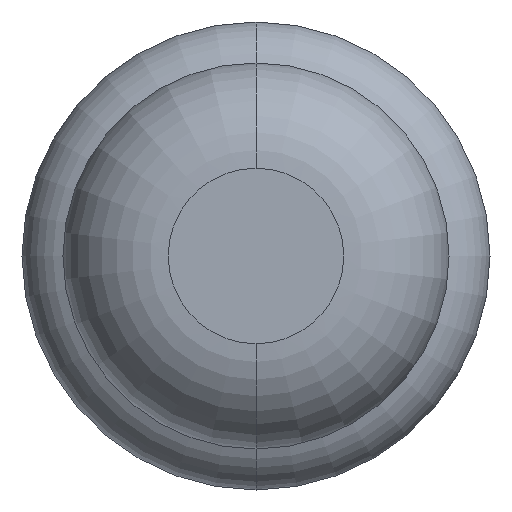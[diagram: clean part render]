
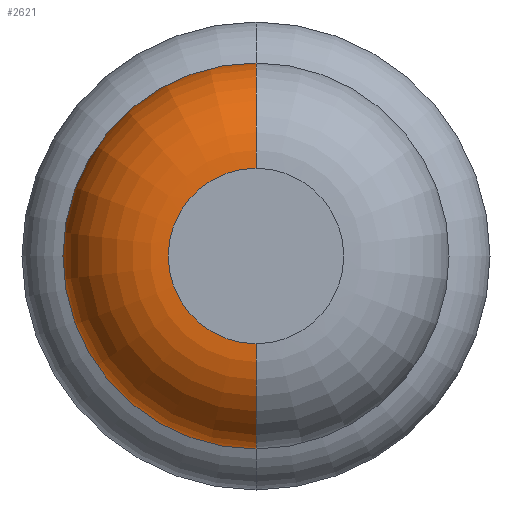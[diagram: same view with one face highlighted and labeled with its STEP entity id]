
A CAD part, front view. The second image highlights one B-rep face of the part: STEP entity #2621.
In plain terms, the highlighted toroidal (fillet/blend) face has major radius 0.375 mm and minor radius 0.45 mm.
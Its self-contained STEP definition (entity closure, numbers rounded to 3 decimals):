
#119 = DIRECTION ( 'NONE',  ( 1., 0., 0. ) ) ;
#268 = EDGE_CURVE ( 'NONE', #2838, #2156, #3458, .T. ) ;
#340 = EDGE_CURVE ( 'Defeature ausgef�hrt1_5+Defeature ausgef�hrt1_4+Defeature ausgef�hrt1_4+Defeature ausgef�hrt1_4', #2838, #1226, #3455, .T. ) ;
#386 = CARTESIAN_POINT ( 'NONE',  ( 0., -27.4, 0. ) ) ;
#469 = CARTESIAN_POINT ( 'NONE',  ( 0., -27.4, -0.375 ) ) ;
#565 = ORIENTED_EDGE ( 'NONE', *, *, #2423, .T. ) ;
#575 = AXIS2_PLACEMENT_3D ( 'NONE', #2368, #119, #3249 ) ;
#619 = CARTESIAN_POINT ( 'NONE',  ( 0., -26.95, 0. ) ) ;
#623 = FACE_OUTER_BOUND ( 'NONE', #1167, .T. ) ;
#648 = AXIS2_PLACEMENT_3D ( 'NONE', #619, #1435, #1723 ) ;
#745 = ORIENTED_EDGE ( 'NONE', *, *, #1249, .F. ) ;
#844 = DIRECTION ( 'NONE',  ( 0., 0., 1. ) ) ;
#896 = CARTESIAN_POINT ( 'NONE',  ( 0., -27.4, 0.375 ) ) ;
#911 = VERTEX_POINT ( 'NONE', #1532 ) ;
#914 = DIRECTION ( 'NONE',  ( 0., 0., 1. ) ) ;
#982 = DIRECTION ( 'NONE',  ( 0., 1., 0. ) ) ;
#1167 = EDGE_LOOP ( 'NONE', ( #1679, #2576, #565, #745 ) ) ;
#1226 = VERTEX_POINT ( 'NONE', #896 ) ;
#1249 = EDGE_CURVE ( 'Defeature ausgef�hrt1_6+Defeature ausgef�hrt1_5+Defeature ausgef�hrt1_5+Defeature ausgef�hrt1_5', #2156, #911, #2644, .T. ) ;
#1435 = DIRECTION ( 'NONE',  ( 0., 1., 0. ) ) ;
#1468 = CARTESIAN_POINT ( 'NONE',  ( 0., -26.95, 0. ) ) ;
#1532 = CARTESIAN_POINT ( 'NONE',  ( 0., -26.95, 0.825 ) ) ;
#1671 = AXIS2_PLACEMENT_3D ( 'NONE', #1468, #2356, #914 ) ;
#1679 = ORIENTED_EDGE ( 'NONE', *, *, #268, .F. ) ;
#1723 = DIRECTION ( 'NONE',  ( 0., 0., 1. ) ) ;
#1957 = CARTESIAN_POINT ( 'NONE',  ( 0., -26.95, -0.825 ) ) ;
#2156 = VERTEX_POINT ( 'NONE', #1957 ) ;
#2356 = DIRECTION ( 'NONE',  ( 0., 1., 0. ) ) ;
#2368 = CARTESIAN_POINT ( 'NONE',  ( 0., -26.95, -0.375 ) ) ;
#2384 = DIRECTION ( 'NONE',  ( 0., 0., 1. ) ) ;
#2423 = EDGE_CURVE ( 'NONE', #1226, #911, #3138, .T. ) ;
#2576 = ORIENTED_EDGE ( 'NONE', *, *, #340, .T. ) ;
#2621 = ADVANCED_FACE ( 'Defeature ausgef�hrt1_5', ( #623 ), #3495, .T. ) ;
#2644 = CIRCLE ( 'NONE', #1671, 0.825 ) ;
#2838 = VERTEX_POINT ( 'NONE', #469 ) ;
#3097 = DIRECTION ( 'NONE',  ( -1., 0., 0. ) ) ;
#3138 = CIRCLE ( 'NONE', #3238, 0.45 ) ;
#3238 = AXIS2_PLACEMENT_3D ( 'NONE', #3655, #3097, #844 ) ;
#3249 = DIRECTION ( 'NONE',  ( 0., 0., -1. ) ) ;
#3386 = AXIS2_PLACEMENT_3D ( 'NONE', #386, #982, #2384 ) ;
#3455 = CIRCLE ( 'NONE', #3386, 0.375 ) ;
#3458 = CIRCLE ( 'NONE', #575, 0.45 ) ;
#3495 = TOROIDAL_SURFACE ( 'NONE', #648, 0.375, 0.45 ) ;
#3655 = CARTESIAN_POINT ( 'NONE',  ( 0., -26.95, 0.375 ) ) ;
